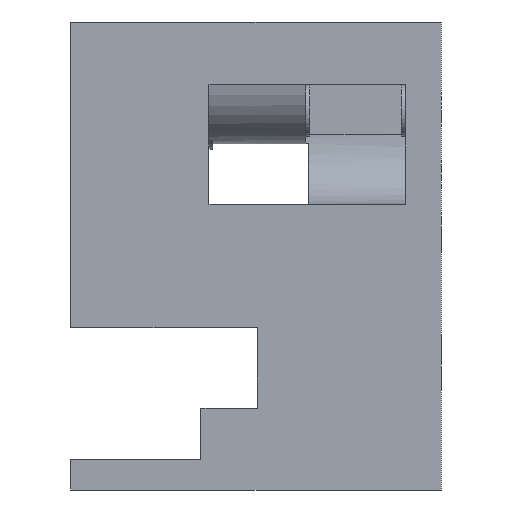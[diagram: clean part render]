
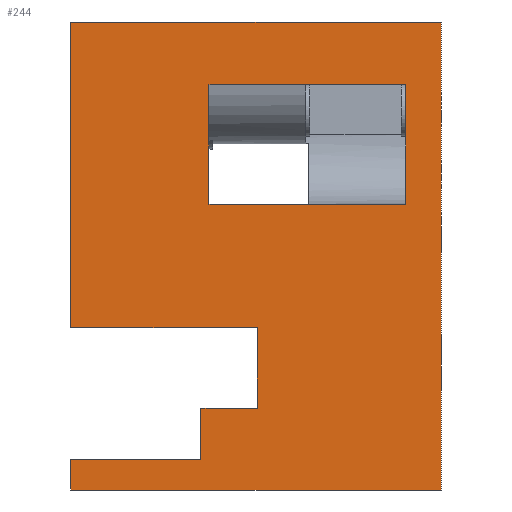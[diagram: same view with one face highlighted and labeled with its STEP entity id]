
A CAD part, front view. The second image highlights one B-rep face of the part: STEP entity #244.
In plain terms, the highlighted planar face has unit normal (0, -1, 0).
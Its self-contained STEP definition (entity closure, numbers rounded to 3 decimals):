
#55 = VERTEX_POINT('',#56);
#56 = CARTESIAN_POINT('',(30.,-4.,48.));
#64 = EDGE_CURVE('',#65,#55,#67,.T.);
#65 = VERTEX_POINT('',#66);
#66 = CARTESIAN_POINT('',(30.,-4.,-5.87));
#67 = LINE('',#68,#69);
#68 = CARTESIAN_POINT('',(30.,-4.,20.202));
#69 = VECTOR('',#70,1.);
#70 = DIRECTION('',(0.,0.,1.));
#183 = EDGE_CURVE('',#184,#55,#186,.T.);
#184 = VERTEX_POINT('',#185);
#185 = CARTESIAN_POINT('',(-12.67,-4.,48.));
#186 = LINE('',#187,#188);
#187 = CARTESIAN_POINT('',(24.5,-4.,48.));
#188 = VECTOR('',#189,1.);
#189 = DIRECTION('',(1.,0.,0.));
#244 = ADVANCED_FACE('',(#245,#311),#345,.T.);
#245 = FACE_BOUND('',#246,.T.);
#246 = EDGE_LOOP('',(#247,#248,#256,#264,#272,#280,#288,#296,#304,#310)
  );
#247 = ORIENTED_EDGE('',*,*,#183,.F.);
#248 = ORIENTED_EDGE('',*,*,#249,.T.);
#249 = EDGE_CURVE('',#184,#250,#252,.T.);
#250 = VERTEX_POINT('',#251);
#251 = CARTESIAN_POINT('',(-12.67,-4.,12.81));
#252 = LINE('',#253,#254);
#253 = CARTESIAN_POINT('',(-12.67,-4.,14.31));
#254 = VECTOR('',#255,1.);
#255 = DIRECTION('',(0.,0.,-1.));
#256 = ORIENTED_EDGE('',*,*,#257,.F.);
#257 = EDGE_CURVE('',#258,#250,#260,.T.);
#258 = VERTEX_POINT('',#259);
#259 = CARTESIAN_POINT('',(8.83,-4.,12.81));
#260 = LINE('',#261,#262);
#261 = CARTESIAN_POINT('',(-2.5,-4.,12.81));
#262 = VECTOR('',#263,1.);
#263 = DIRECTION('',(-1.,-0.,-0.));
#264 = ORIENTED_EDGE('',*,*,#265,.F.);
#265 = EDGE_CURVE('',#266,#258,#268,.T.);
#266 = VERTEX_POINT('',#267);
#267 = CARTESIAN_POINT('',(8.83,-4.,3.55));
#268 = LINE('',#269,#270);
#269 = CARTESIAN_POINT('',(8.83,-4.,13.33));
#270 = VECTOR('',#271,1.);
#271 = DIRECTION('',(0.,0.,1.));
#272 = ORIENTED_EDGE('',*,*,#273,.F.);
#273 = EDGE_CURVE('',#274,#266,#276,.T.);
#274 = VERTEX_POINT('',#275);
#275 = CARTESIAN_POINT('',(2.33,-4.,3.55));
#276 = LINE('',#277,#278);
#277 = CARTESIAN_POINT('',(7.83,-4.,3.55));
#278 = VECTOR('',#279,1.);
#279 = DIRECTION('',(1.,0.,0.));
#280 = ORIENTED_EDGE('',*,*,#281,.F.);
#281 = EDGE_CURVE('',#282,#274,#284,.T.);
#282 = VERTEX_POINT('',#283);
#283 = CARTESIAN_POINT('',(2.33,-4.,-2.34));
#284 = LINE('',#285,#286);
#285 = CARTESIAN_POINT('',(2.33,-4.,2.05));
#286 = VECTOR('',#287,1.);
#287 = DIRECTION('',(0.,0.,1.));
#288 = ORIENTED_EDGE('',*,*,#289,.T.);
#289 = EDGE_CURVE('',#282,#290,#292,.T.);
#290 = VERTEX_POINT('',#291);
#291 = CARTESIAN_POINT('',(-12.67,-4.,-2.34));
#292 = LINE('',#293,#294);
#293 = CARTESIAN_POINT('',(2.33,-4.,-2.34));
#294 = VECTOR('',#295,1.);
#295 = DIRECTION('',(-1.,0.,0.));
#296 = ORIENTED_EDGE('',*,*,#297,.T.);
#297 = EDGE_CURVE('',#290,#298,#300,.T.);
#298 = VERTEX_POINT('',#299);
#299 = CARTESIAN_POINT('',(-12.67,-4.,-5.87));
#300 = LINE('',#301,#302);
#301 = CARTESIAN_POINT('',(-12.67,-4.,-0.84));
#302 = VECTOR('',#303,1.);
#303 = DIRECTION('',(0.,0.,-1.));
#304 = ORIENTED_EDGE('',*,*,#305,.T.);
#305 = EDGE_CURVE('',#298,#65,#306,.T.);
#306 = LINE('',#307,#308);
#307 = CARTESIAN_POINT('',(-12.67,-4.,-5.87));
#308 = VECTOR('',#309,1.);
#309 = DIRECTION('',(1.,0.,0.));
#310 = ORIENTED_EDGE('',*,*,#64,.T.);
#311 = FACE_BOUND('',#312,.T.);
#312 = EDGE_LOOP('',(#313,#323,#331,#339));
#313 = ORIENTED_EDGE('',*,*,#314,.F.);
#314 = EDGE_CURVE('',#315,#317,#319,.T.);
#315 = VERTEX_POINT('',#316);
#316 = CARTESIAN_POINT('',(3.255,-4.,27.));
#317 = VERTEX_POINT('',#318);
#318 = CARTESIAN_POINT('',(25.88,-4.,27.));
#319 = LINE('',#320,#321);
#320 = CARTESIAN_POINT('',(25.75,-4.,27.));
#321 = VECTOR('',#322,1.);
#322 = DIRECTION('',(1.,0.,0.));
#323 = ORIENTED_EDGE('',*,*,#324,.T.);
#324 = EDGE_CURVE('',#315,#325,#327,.T.);
#325 = VERTEX_POINT('',#326);
#326 = CARTESIAN_POINT('',(3.255,-4.,40.8));
#327 = LINE('',#328,#329);
#328 = CARTESIAN_POINT('',(3.255,-4.,23.662));
#329 = VECTOR('',#330,1.);
#330 = DIRECTION('',(0.,0.,1.));
#331 = ORIENTED_EDGE('',*,*,#332,.F.);
#332 = EDGE_CURVE('',#333,#325,#335,.T.);
#333 = VERTEX_POINT('',#334);
#334 = CARTESIAN_POINT('',(25.88,-4.,40.8));
#335 = LINE('',#336,#337);
#336 = CARTESIAN_POINT('',(3.3,-4.,40.8));
#337 = VECTOR('',#338,1.);
#338 = DIRECTION('',(-1.,0.,0.));
#339 = ORIENTED_EDGE('',*,*,#340,.T.);
#340 = EDGE_CURVE('',#333,#317,#341,.T.);
#341 = LINE('',#342,#343);
#342 = CARTESIAN_POINT('',(25.88,-4.,48.));
#343 = VECTOR('',#344,1.);
#344 = DIRECTION('',(0.,0.,-1.));
#345 = PLANE('',#346);
#346 = AXIS2_PLACEMENT_3D('',#347,#348,#349);
#347 = CARTESIAN_POINT('',(7.955,-4.,18.344));
#348 = DIRECTION('',(-0.,-1.,-0.));
#349 = DIRECTION('',(0.,0.,-1.));
